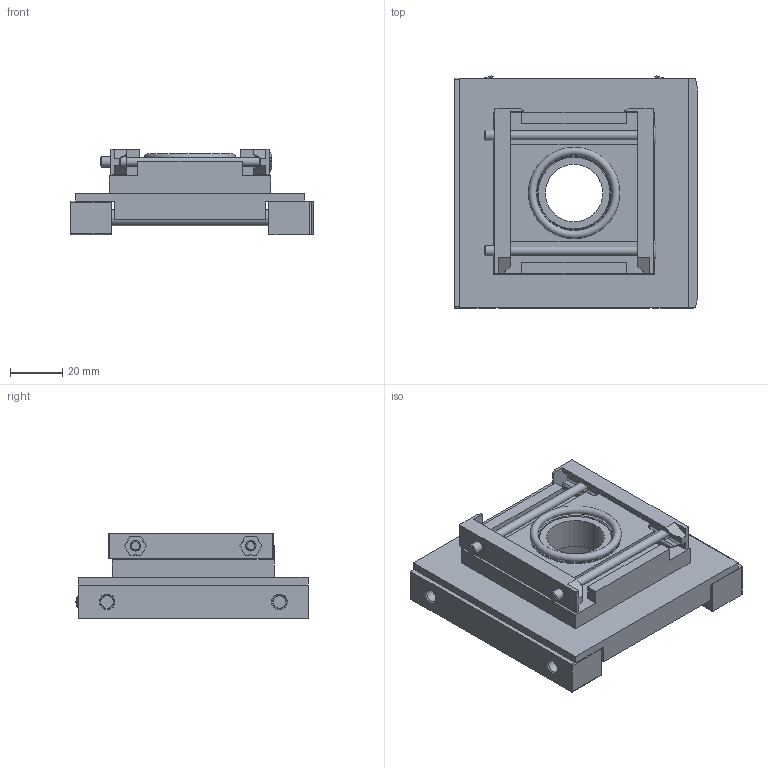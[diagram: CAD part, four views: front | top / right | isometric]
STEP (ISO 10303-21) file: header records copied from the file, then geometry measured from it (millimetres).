
FILE_DESCRIPTION(/* description */ ('STEP AP214'),/* implementation_level */ '2;1');
FILE_NAME(/* name */ '1758175_MS6-9-ARMV-EX',/* time_stamp */ '2024-09-10T14:20:30+02:00',/* author */ ('License CC BY-ND 4.0'),/* organization */ ('CADENAS'),/* preprocessor_version */ 'ST-DEVELOPER v19.3',/* originating_system */ 'PARTsolutions',/* authorisation */ ' ');
FILE_SCHEMA (('AUTOMOTIVE_DESIGN {1 0 10303 214 3 1 1}'));
Length unit declared in the file: millimetre
Products named in the file (11): 1758175 MS6-9-ARMV-EX; 1758175 MS6-9-ARMV-EX---(p); 720037MS9-MV-EX2; DIN-912 - M6x80(F); 720045MS9-MV-EX2; 8168222 MS6-MV1-EX---(0_p); 8141593 MS6-MV1-EX---(0_p); 543493 MS6-NNR; 327382 B-29x3-N-NBR75; 714261 Ring; 719595 B-42x2.5-N-NBR70
Assembly tree (11 placements, depth 2):
  1758175 MS6-9-ARMV-EX
    1758175 MS6-9-ARMV-EX---(p)
    720037MS9-MV-EX2
    DIN-912 - M6x80(F)  x2
    720045MS9-MV-EX2
    8168222 MS6-MV1-EX---(0_p)
    8141593 MS6-MV1-EX---(0_p)
    543493 MS6-NNR
    327382 B-29x3-N-NBR75
    714261 Ring
    719595 B-42x2.5-N-NBR70
Bounding box: 92.9 x 88.89 x 32.9 mm (x, y, z)
Volume: 120829.9 mm3; surface area: 56821 mm2
Topology: 11 solids, 11 shells, 489 faces, 1211 edges, 782 vertices
Faces by surface type: plane 289, cylinder 131, cone 53, torus 16
Full cylindrical faces by diameter (mm): 3.242 x2, 3.4 x2, 4 x2, 4.5 x2, 4.6 x2, 4.917 x2, 6 x2, 6.5 x2, 7.6 x2, 7.8 x2, 8.5 x4, 10 x2, 10.3 x1, 22 x1, 27.5 x1, 28.15 x1, 34.5 x1, 34.9 x1, 36 x1, 42 x1, 42.6 x1, 48 x1, 48.3 x1
Entity records: 14590 total; most frequent: CARTESIAN_POINT 2476, DIRECTION 2258, ORIENTED_EDGE 2098, EDGE_CURVE 1049, AXIS2_PLACEMENT_3D 797, VERTEX_POINT 734, LINE 664, VECTOR 664
